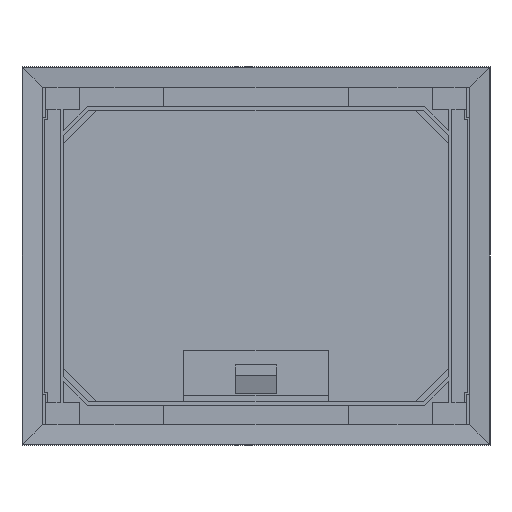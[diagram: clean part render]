
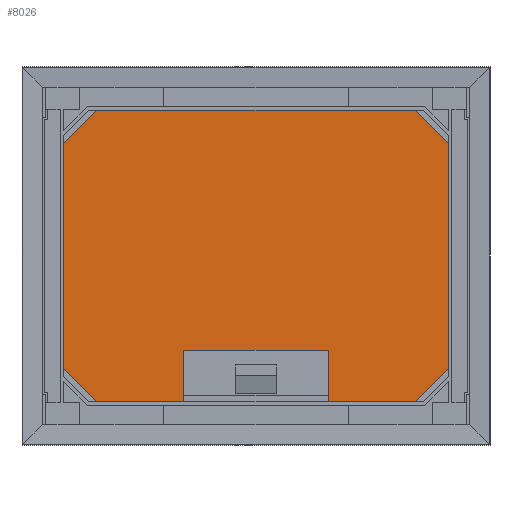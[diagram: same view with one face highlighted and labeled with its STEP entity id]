
A CAD part, front view. The second image highlights one B-rep face of the part: STEP entity #8026.
In plain terms, the highlighted planar face has unit normal (0, -1, 0).
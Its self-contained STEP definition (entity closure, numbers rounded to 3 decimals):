
#6197=DIRECTION('',(0.,0.,-1.));
#6198=VECTOR('',#6197,191.75);
#6199=CARTESIAN_POINT('',(124.,0.,66.5));
#6200=LINE('',#6199,#6198);
#6201=DIRECTION('',(0.,0.,1.));
#6202=VECTOR('',#6201,191.75);
#6203=CARTESIAN_POINT('',(-124.,0.,-125.25));
#6204=LINE('',#6203,#6202);
#6452=DIRECTION('',(1.,0.,0.));
#6453=VECTOR('',#6452,85.2);
#6454=CARTESIAN_POINT('',(-42.6,0.,-83.25));
#6455=LINE('',#6454,#6453);
#6460=DIRECTION('',(0.,0.,1.));
#6461=VECTOR('',#6460,42.);
#6462=CARTESIAN_POINT('',(-42.6,0.,-125.25));
#6463=LINE('',#6462,#6461);
#6468=DIRECTION('',(1.,0.,0.));
#6469=VECTOR('',#6468,81.4);
#6470=CARTESIAN_POINT('',(-124.,0.,-125.25));
#6471=LINE('',#6470,#6469);
#6480=DIRECTION('',(-1.,0.,0.));
#6481=VECTOR('',#6480,248.);
#6482=CARTESIAN_POINT('',(124.,0.,66.5));
#6483=LINE('',#6482,#6481);
#6532=DIRECTION('',(0.,0.,-1.));
#6533=VECTOR('',#6532,42.);
#6534=CARTESIAN_POINT('',(42.6,0.,-83.25));
#6535=LINE('',#6534,#6533);
#6540=DIRECTION('',(1.,0.,0.));
#6541=VECTOR('',#6540,81.4);
#6542=CARTESIAN_POINT('',(42.6,0.,-125.25));
#6543=LINE('',#6542,#6541);
#7603=CARTESIAN_POINT('',(124.,0.,66.5));
#7604=CARTESIAN_POINT('',(124.,0.,-125.25));
#7605=VERTEX_POINT('',#7603);
#7606=VERTEX_POINT('',#7604);
#7607=CARTESIAN_POINT('',(42.6,0.,-125.25));
#7608=VERTEX_POINT('',#7607);
#7609=CARTESIAN_POINT('',(42.6,0.,-83.25));
#7610=VERTEX_POINT('',#7609);
#7611=CARTESIAN_POINT('',(-42.6,0.,-83.25));
#7612=VERTEX_POINT('',#7611);
#7613=CARTESIAN_POINT('',(-42.6,0.,-125.25));
#7614=VERTEX_POINT('',#7613);
#7615=CARTESIAN_POINT('',(-124.,0.,-125.25));
#7616=VERTEX_POINT('',#7615);
#7617=CARTESIAN_POINT('',(-124.,0.,66.5));
#7618=VERTEX_POINT('',#7617);
#8003=CARTESIAN_POINT('',(0.,0.,0.));
#8004=DIRECTION('',(0.,1.,0.));
#8005=DIRECTION('',(1.,0.,0.));
#8006=AXIS2_PLACEMENT_3D('',#8003,#8004,#8005);
#8007=PLANE('',#8006);
#8009=ORIENTED_EDGE('',*,*,#8008,.T.);
#8011=ORIENTED_EDGE('',*,*,#8010,.F.);
#8013=ORIENTED_EDGE('',*,*,#8012,.F.);
#8015=ORIENTED_EDGE('',*,*,#8014,.F.);
#8017=ORIENTED_EDGE('',*,*,#8016,.F.);
#8019=ORIENTED_EDGE('',*,*,#8018,.F.);
#8021=ORIENTED_EDGE('',*,*,#8020,.T.);
#8023=ORIENTED_EDGE('',*,*,#8022,.F.);
#8024=EDGE_LOOP('',(#8009,#8011,#8013,#8015,#8017,#8019,#8021,#8023));
#8025=FACE_OUTER_BOUND('',#8024,.F.);
#8008=EDGE_CURVE('',#7605,#7606,#6200,.T.);
#8010=EDGE_CURVE('',#7608,#7606,#6543,.T.);
#8012=EDGE_CURVE('',#7610,#7608,#6535,.T.);
#8014=EDGE_CURVE('',#7612,#7610,#6455,.T.);
#8016=EDGE_CURVE('',#7614,#7612,#6463,.T.);
#8018=EDGE_CURVE('',#7616,#7614,#6471,.T.);
#8020=EDGE_CURVE('',#7616,#7618,#6204,.T.);
#8022=EDGE_CURVE('',#7605,#7618,#6483,.T.);
#8026=ADVANCED_FACE('',(#8025),#8007,.F.);
